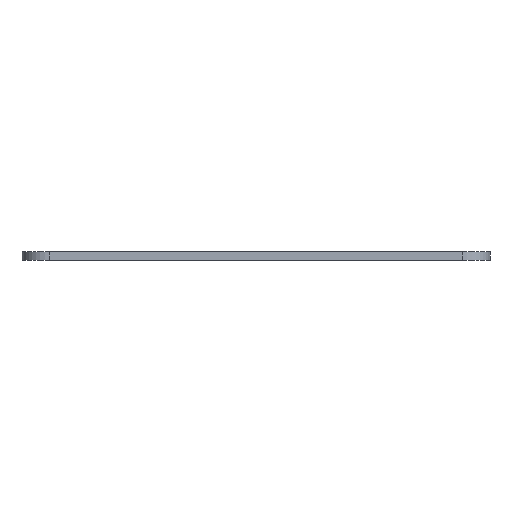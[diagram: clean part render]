
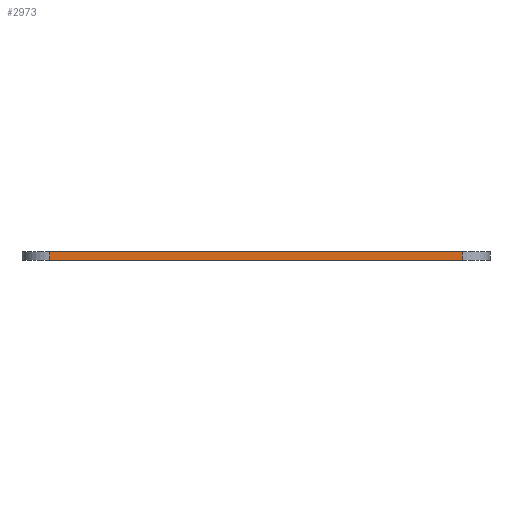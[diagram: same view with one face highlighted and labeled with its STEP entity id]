
A CAD part, front view. The second image highlights one B-rep face of the part: STEP entity #2973.
In plain terms, the highlighted planar face has unit normal (0, -1, 0).
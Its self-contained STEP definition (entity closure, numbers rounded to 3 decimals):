
#276=FACE_OUTER_BOUND('',#467,.T.);
#467=EDGE_LOOP('',(#2407,#2408,#2409,#2410));
#684=LINE('',#4457,#1007);
#739=LINE('',#4683,#1062);
#791=LINE('',#4900,#1114);
#792=LINE('',#4902,#1115);
#1007=VECTOR('',#3557,10.);
#1062=VECTOR('',#3734,10.);
#1114=VECTOR('',#3906,10.);
#1115=VECTOR('',#3909,10.);
#1297=VERTEX_POINT('',#4454);
#1298=VERTEX_POINT('',#4456);
#1407=VERTEX_POINT('',#4680);
#1408=VERTEX_POINT('',#4682);
#1627=EDGE_CURVE('',#1297,#1298,#684,.T.);
#1740=EDGE_CURVE('',#1407,#1408,#739,.T.);
#1849=EDGE_CURVE('',#1408,#1297,#791,.T.);
#1850=EDGE_CURVE('',#1298,#1407,#792,.T.);
#2407=ORIENTED_EDGE('',*,*,#1849,.F.);
#2408=ORIENTED_EDGE('',*,*,#1740,.F.);
#2409=ORIENTED_EDGE('',*,*,#1850,.F.);
#2410=ORIENTED_EDGE('',*,*,#1627,.F.);
#2878=PLANE('',#3256);
#2973=ADVANCED_FACE('',(#276),#2878,.T.);
#3256=AXIS2_PLACEMENT_3D('',#4901,#3907,#3908);
#3557=DIRECTION('',(1.,0.,0.));
#3734=DIRECTION('',(-1.,0.,0.));
#3906=DIRECTION('',(0.,0.,1.));
#3907=DIRECTION('center_axis',(0.,-1.,0.));
#3908=DIRECTION('ref_axis',(1.,0.,0.));
#3909=DIRECTION('',(0.,0.,-1.));
#4454=CARTESIAN_POINT('',(-7.953,-88.815,1.5));
#4456=CARTESIAN_POINT('',(66.047,-88.815,1.5));
#4457=CARTESIAN_POINT('',(71.047,-88.815,1.5));
#4680=CARTESIAN_POINT('',(66.047,-88.815,0.));
#4682=CARTESIAN_POINT('',(-7.953,-88.815,0.));
#4683=CARTESIAN_POINT('',(71.047,-88.815,0.));
#4900=CARTESIAN_POINT('',(-7.953,-88.815,0.));
#4901=CARTESIAN_POINT('Origin',(-12.953,-88.815,0.));
#4902=CARTESIAN_POINT('',(66.047,-88.815,0.));
